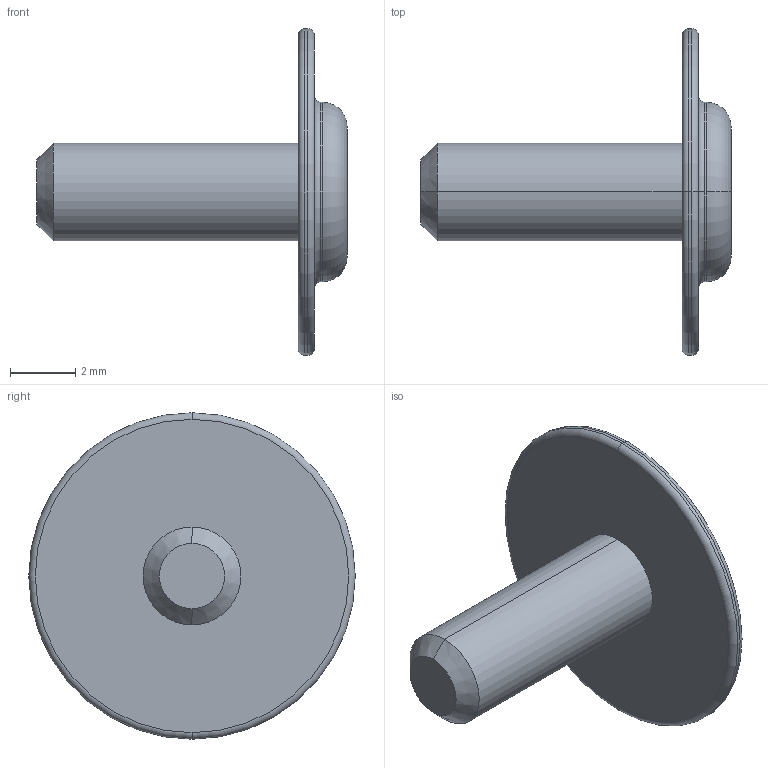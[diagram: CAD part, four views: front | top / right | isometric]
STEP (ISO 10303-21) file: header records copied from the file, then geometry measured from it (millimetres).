
FILE_DESCRIPTION (( 'STEP AP203' ), '1' );
FILE_NAME ('Moby-Vis rond-M3_Défaut_sldprt.STEP', '2019-11-01T12:19:34', ( '' ), ( '' ), 'SwSTEP 2.0', 'SolidWorks 2017', '' );
FILE_SCHEMA (( 'CONFIG_CONTROL_DESIGN' ));
Length unit declared in the file: millimetre
Products named in the file (1): Moby-Vis rond-M3_Défaut_sldprt
Bounding box: 9.5 x 10 x 10 mm (x, y, z)
Volume: 112.5 mm3; surface area: 261.3 mm2
Topology: 1 solids, 1 shells, 53 faces, 118 edges, 70 vertices
Faces by surface type: cylinder 22, plane 17, torus 12, cone 2
Entity records: 1547 total; most frequent: CARTESIAN_POINT 306, DIRECTION 252, ORIENTED_EDGE 236, EDGE_CURVE 118, AXIS2_PLACEMENT_3D 96, VERTEX_POINT 70, VECTOR 60, LINE 60
